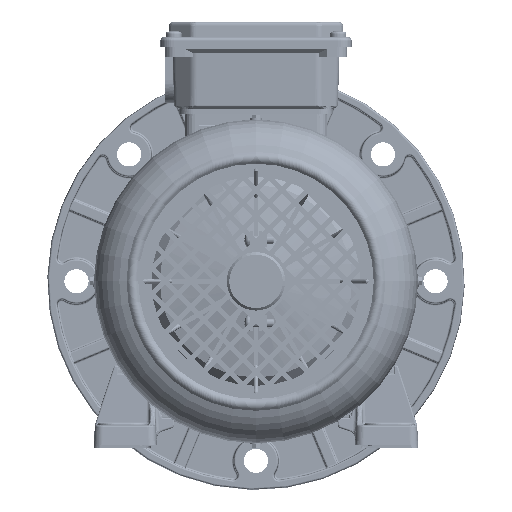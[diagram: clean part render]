
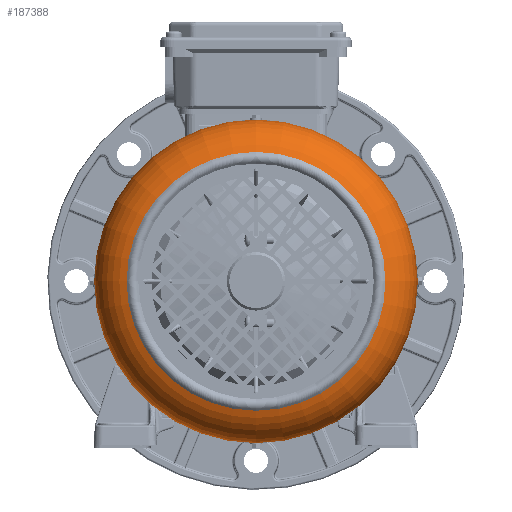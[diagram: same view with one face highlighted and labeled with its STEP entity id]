
A CAD part, left-side view. The second image highlights one B-rep face of the part: STEP entity #187388.
In plain terms, the highlighted toroidal (fillet/blend) face has major radius 69.777 mm and minor radius 27.123 mm.
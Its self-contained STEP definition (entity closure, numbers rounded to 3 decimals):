
#187354=CARTESIAN_POINT('',(-36.177,13.617,0.0));
#187355=VERTEX_POINT('',#187354);
#187356=CARTESIAN_POINT('',(-36.177,-63.883,0.0));
#187357=DIRECTION('',(1.0,0.0,0.0));
#187358=DIRECTION('',(0.0,1.0,0.0));
#187359=AXIS2_PLACEMENT_3D('',#187356,#187357,#187358);
#187360=CIRCLE('',#187359,77.5);
#187361=EDGE_CURVE('',#187355,#187355,#187360,.T.);
#187369=CARTESIAN_POINT('',(-10.177,-63.883,0.0));
#187370=DIRECTION('',(1.0,0.,0.0));
#187371=DIRECTION('',(0.0,0.0,-1.0));
#187372=AXIS2_PLACEMENT_3D('',#187369,#187370,#187371);
#187373=TOROIDAL_SURFACE('',#187372,69.777,27.123);
#187374=CARTESIAN_POINT('',(-10.177,33.017,0.0));
#187375=VERTEX_POINT('',#187374);
#187376=CARTESIAN_POINT('',(-10.177,-63.883,0.0));
#187377=DIRECTION('',(1.0,0.0,0.0));
#187378=DIRECTION('',(0.0,1.0,0.0));
#187379=AXIS2_PLACEMENT_3D('',#187376,#187377,#187378);
#187380=CIRCLE('',#187379,96.9);
#187381=EDGE_CURVE('',#187375,#187375,#187380,.T.);
#187382=ORIENTED_EDGE('',*,*,#187381,.F.);
#187383=EDGE_LOOP('',(#187382));
#187384=FACE_OUTER_BOUND('',#187383,.T.);
#187385=ORIENTED_EDGE('',*,*,#187361,.T.);
#187386=EDGE_LOOP('',(#187385));
#187387=FACE_BOUND('',#187386,.T.);
#187388=ADVANCED_FACE('',(#187384,#187387),#187373,.T.);
